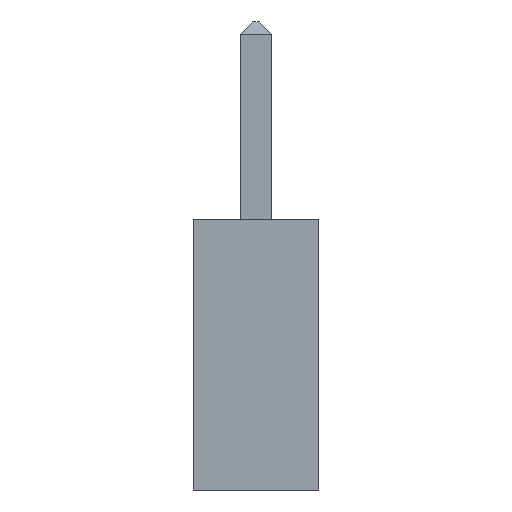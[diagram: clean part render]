
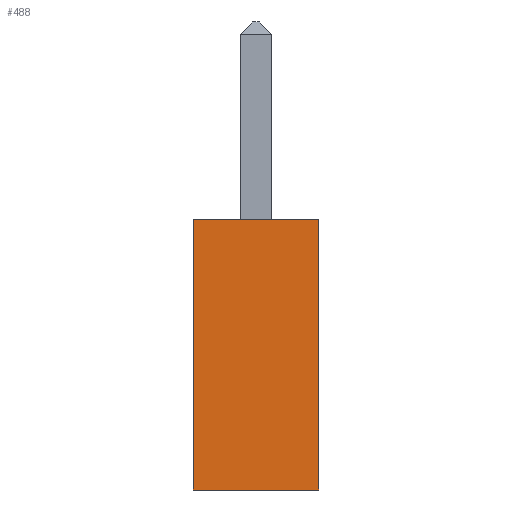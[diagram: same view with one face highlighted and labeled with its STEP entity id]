
A CAD part, left-side view. The second image highlights one B-rep face of the part: STEP entity #488.
In plain terms, the highlighted planar face has unit normal (-1, 0, 0).
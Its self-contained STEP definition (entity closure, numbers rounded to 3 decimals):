
#31 = CARTESIAN_POINT ( 'NONE',  ( -1., 0., 0. ) ) ;
#64 = ORIENTED_EDGE ( 'NONE', *, *, #1012, .T. ) ;
#90 = FACE_OUTER_BOUND ( 'NONE', #1037, .T. ) ;
#153 = LINE ( 'NONE', #1461, #1089 ) ;
#245 = ORIENTED_EDGE ( 'NONE', *, *, #582, .F. ) ;
#259 = VECTOR ( 'NONE', #1467, 1000. ) ;
#292 = DIRECTION ( 'NONE',  ( -1., 0., 0. ) ) ;
#452 = LINE ( 'NONE', #1316, #259 ) ;
#488 = ADVANCED_FACE ( 'NONE', ( #90 ), #1418, .T. ) ;
#493 = CARTESIAN_POINT ( 'NONE',  ( -1., -1., 0. ) ) ;
#494 = CARTESIAN_POINT ( 'NONE',  ( -1., 1., 4.3 ) ) ;
#567 = ORIENTED_EDGE ( 'NONE', *, *, #1031, .F. ) ;
#582 = EDGE_CURVE ( 'NONE', #1226, #1013, #153, .T. ) ;
#643 = DIRECTION ( 'NONE',  ( 0., 0., -1. ) ) ;
#794 = VECTOR ( 'NONE', #1167, 1000. ) ;
#916 = ORIENTED_EDGE ( 'NONE', *, *, #929, .F. ) ;
#919 = AXIS2_PLACEMENT_3D ( 'NONE', #493, #292, #1611 ) ;
#929 = EDGE_CURVE ( 'NONE', #1004, #1822, #452, .T. ) ;
#1004 = VERTEX_POINT ( 'NONE', #1520 ) ;
#1012 = EDGE_CURVE ( 'NONE', #1004, #1013, #1507, .T. ) ;
#1013 = VERTEX_POINT ( 'NONE', #1864 ) ;
#1031 = EDGE_CURVE ( 'NONE', #1822, #1226, #1203, .T. ) ;
#1037 = EDGE_LOOP ( 'NONE', ( #64, #245, #567, #916 ) ) ;
#1089 = VECTOR ( 'NONE', #643, 1000. ) ;
#1167 = DIRECTION ( 'NONE',  ( 0., -1., 0. ) ) ;
#1203 = LINE ( 'NONE', #2019, #1966 ) ;
#1226 = VERTEX_POINT ( 'NONE', #1629 ) ;
#1316 = CARTESIAN_POINT ( 'NONE',  ( -1., 1., 0. ) ) ;
#1418 = PLANE ( 'NONE',  #919 ) ;
#1461 = CARTESIAN_POINT ( 'NONE',  ( -1., -1., 0. ) ) ;
#1467 = DIRECTION ( 'NONE',  ( 0., 0., 1. ) ) ;
#1507 = LINE ( 'NONE', #31, #794 ) ;
#1520 = CARTESIAN_POINT ( 'NONE',  ( -1., 1., 0. ) ) ;
#1611 = DIRECTION ( 'NONE',  ( 0., 0., 1. ) ) ;
#1629 = CARTESIAN_POINT ( 'NONE',  ( -1., -1., 4.3 ) ) ;
#1822 = VERTEX_POINT ( 'NONE', #494 ) ;
#1834 = DIRECTION ( 'NONE',  ( 0., -1., 0. ) ) ;
#1864 = CARTESIAN_POINT ( 'NONE',  ( -1., -1., 0. ) ) ;
#1966 = VECTOR ( 'NONE', #1834, 1000. ) ;
#2019 = CARTESIAN_POINT ( 'NONE',  ( -1., 0., 4.3 ) ) ;
